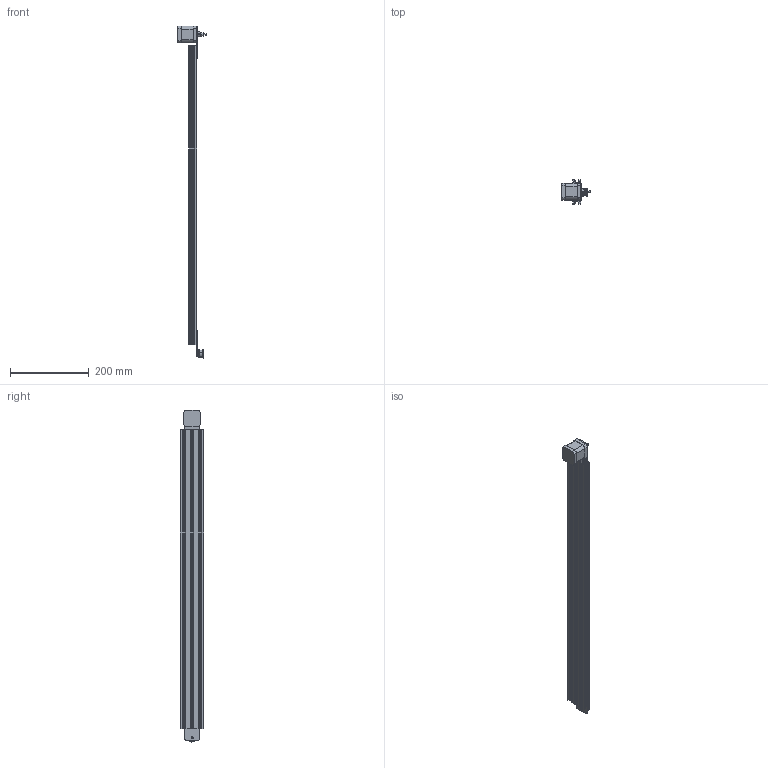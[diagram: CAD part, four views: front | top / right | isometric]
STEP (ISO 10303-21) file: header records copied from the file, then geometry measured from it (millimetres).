
FILE_DESCRIPTION(('FreeCAD Model'),'2;1');
FILE_NAME('Axis_X-Actuator.fcstd.step','2020-08-13T00:35:47',('Author'),( ''),'Open CASCADE STEP processor 7.3','FreeCAD','Unknown');
FILE_SCHEMA(('AUTOMOTIVE_DESIGN { 1 0 10303 214 1 1 1 1 }'));
Length unit declared in the file: millimetre
Products named in the file (3): V-Slot_20x60x760mm_001; Driver-Belt_001; Thruster-Belt_001
Bounding box: 72 x 60 x 843.99 mm (x, y, z)
Volume: 427263.5 mm3; surface area: 359500.5 mm2
Topology: 9 solids, 10 shells, 374 faces, 990 edges, 652 vertices
Faces by surface type: plane 220, cylinder 146, cone 8
Entity records: 28178 total; most frequent: CARTESIAN_POINT 6273, DIRECTION 3477, LINE 2062, VECTOR 2062, ORIENTED_EDGE 1964, PCURVE 1964, DEFINITIONAL_REPRESENTATION 1964, EDGE_CURVE 982
